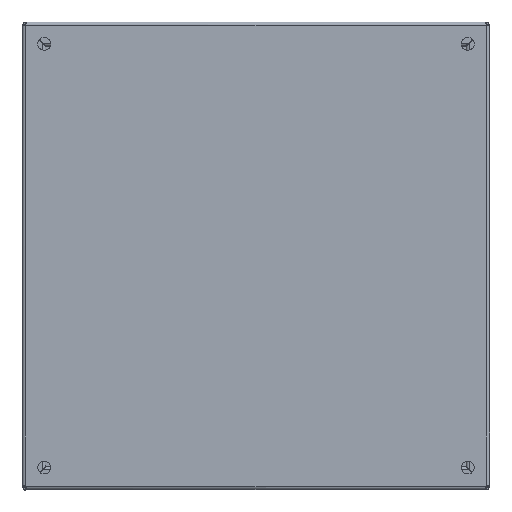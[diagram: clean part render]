
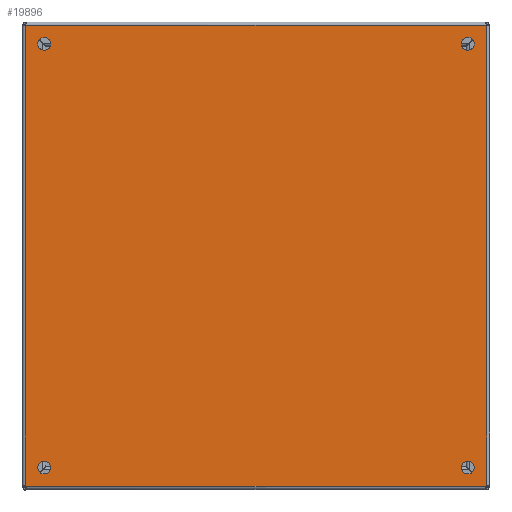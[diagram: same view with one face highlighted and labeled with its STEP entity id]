
A CAD part, top view. The second image highlights one B-rep face of the part: STEP entity #19896.
In plain terms, the highlighted face is planar.
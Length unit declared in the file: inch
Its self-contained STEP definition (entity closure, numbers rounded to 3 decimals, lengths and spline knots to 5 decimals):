
#15014=CARTESIAN_POINT('',(0.53125,0.75,0.0));
#15015=VERTEX_POINT('',#15014);
#15016=CARTESIAN_POINT('',(0.75,0.75,0.0));
#15017=DIRECTION('',(0.0,0.0,1.0));
#15018=DIRECTION('',(1.0,0.0,0.0));
#15019=AXIS2_PLACEMENT_3D('',#15016,#15017,#15018);
#15020=CIRCLE('',#15019,0.21875);
#15021=EDGE_CURVE('',#15015,#15015,#15020,.T.);
#15042=CARTESIAN_POINT('',(15.03125,0.75,0.0));
#15043=VERTEX_POINT('',#15042);
#15044=CARTESIAN_POINT('',(15.25,0.75,0.0));
#15045=DIRECTION('',(0.0,0.0,1.0));
#15046=DIRECTION('',(1.0,0.0,0.0));
#15047=AXIS2_PLACEMENT_3D('',#15044,#15045,#15046);
#15048=CIRCLE('',#15047,0.21875);
#15049=EDGE_CURVE('',#15043,#15043,#15048,.T.);
#15070=CARTESIAN_POINT('',(0.53125,15.25,0.0));
#15071=VERTEX_POINT('',#15070);
#15072=CARTESIAN_POINT('',(0.75,15.25,0.0));
#15073=DIRECTION('',(0.0,0.0,1.0));
#15074=DIRECTION('',(1.0,0.0,0.0));
#15075=AXIS2_PLACEMENT_3D('',#15072,#15073,#15074);
#15076=CIRCLE('',#15075,0.21875);
#15077=EDGE_CURVE('',#15071,#15071,#15076,.T.);
#15098=CARTESIAN_POINT('',(15.03125,15.25,0.0));
#15099=VERTEX_POINT('',#15098);
#15100=CARTESIAN_POINT('',(15.25,15.25,0.0));
#15101=DIRECTION('',(0.0,0.0,1.0));
#15102=DIRECTION('',(1.0,0.0,0.0));
#15103=AXIS2_PLACEMENT_3D('',#15100,#15101,#15102);
#15104=CIRCLE('',#15103,0.21875);
#15105=EDGE_CURVE('',#15099,#15099,#15104,.T.);
#18674=CARTESIAN_POINT('',(15.89475,15.88277,0.0));
#18675=VERTEX_POINT('',#18674);
#18772=CARTESIAN_POINT('',(15.89475,0.11723,0.0));
#18773=VERTEX_POINT('',#18772);
#18816=CARTESIAN_POINT('',(15.89475,15.88277,0.0));
#18817=DIRECTION('',(0.0,-1.0,0.0));
#18818=VECTOR('',#18817,15.76553);
#18819=LINE('',#18816,#18818);
#18820=EDGE_CURVE('',#18675,#18773,#18819,.T.);
#18991=CARTESIAN_POINT('',(0.11723,15.89475,0.0));
#18992=VERTEX_POINT('',#18991);
#19089=CARTESIAN_POINT('',(15.88277,15.89475,0.0));
#19090=VERTEX_POINT('',#19089);
#19133=CARTESIAN_POINT('',(0.11723,15.89475,0.0));
#19134=DIRECTION('',(1.0,0.0,0.0));
#19135=VECTOR('',#19134,15.76553);
#19136=LINE('',#19133,#19135);
#19137=EDGE_CURVE('',#18992,#19090,#19136,.T.);
#19304=CARTESIAN_POINT('',(0.10525,0.11723,0.0));
#19305=VERTEX_POINT('',#19304);
#19402=CARTESIAN_POINT('',(0.10525,15.88277,0.0));
#19403=VERTEX_POINT('',#19402);
#19446=CARTESIAN_POINT('',(0.10525,0.11723,0.0));
#19447=DIRECTION('',(0.0,1.0,0.0));
#19448=VECTOR('',#19447,15.76553);
#19449=LINE('',#19446,#19448);
#19450=EDGE_CURVE('',#19305,#19403,#19449,.T.);
#19617=CARTESIAN_POINT('',(15.88277,0.10525,0.0));
#19618=VERTEX_POINT('',#19617);
#19673=CARTESIAN_POINT('',(0.11723,0.10525,0.0));
#19674=VERTEX_POINT('',#19673);
#19688=CARTESIAN_POINT('',(15.88277,0.10525,0.0));
#19689=DIRECTION('',(-1.0,0.0,0.0));
#19690=VECTOR('',#19689,15.76553);
#19691=LINE('',#19688,#19690);
#19692=EDGE_CURVE('',#19618,#19674,#19691,.T.);
#19783=CARTESIAN_POINT('',(0.06211,0.06211,0.0));
#19784=DIRECTION('',(0.0,0.0,1.0));
#19785=DIRECTION('',(1.0,0.0,0.0));
#19786=AXIS2_PLACEMENT_3D('',#19783,#19784,#19785);
#19787=CIRCLE('',#19786,0.07);
#19788=EDGE_CURVE('',#19674,#19305,#19787,.T.);
#19845=CARTESIAN_POINT('',(15.93789,0.06211,0.0));
#19846=DIRECTION('',(0.0,0.0,1.0));
#19847=DIRECTION('',(1.0,0.0,0.0));
#19848=AXIS2_PLACEMENT_3D('',#19845,#19846,#19847);
#19849=CIRCLE('',#19848,0.07);
#19850=EDGE_CURVE('',#18773,#19618,#19849,.T.);
#19857=CARTESIAN_POINT('',(8.,8.0,0.0));
#19858=DIRECTION('',(0.0,0.0,1.0));
#19859=DIRECTION('',(1.0,0.0,0.0));
#19860=AXIS2_PLACEMENT_3D('',#19857,#19858,#19859);
#19861=PLANE('',#19860);
#19862=ORIENTED_EDGE('',*,*,#19692,.T.);
#19863=ORIENTED_EDGE('',*,*,#19788,.T.);
#19864=ORIENTED_EDGE('',*,*,#19450,.T.);
#19865=CARTESIAN_POINT('',(0.06211,15.93789,0.0));
#19866=DIRECTION('',(0.0,0.0,1.0));
#19867=DIRECTION('',(1.0,0.0,0.0));
#19868=AXIS2_PLACEMENT_3D('',#19865,#19866,#19867);
#19869=CIRCLE('',#19868,0.07);
#19870=EDGE_CURVE('',#19403,#18992,#19869,.T.);
#19871=ORIENTED_EDGE('',*,*,#19870,.T.);
#19872=ORIENTED_EDGE('',*,*,#19137,.T.);
#19873=CARTESIAN_POINT('',(15.93789,15.93789,0.0));
#19874=DIRECTION('',(0.0,0.0,1.0));
#19875=DIRECTION('',(1.0,0.0,0.0));
#19876=AXIS2_PLACEMENT_3D('',#19873,#19874,#19875);
#19877=CIRCLE('',#19876,0.07);
#19878=EDGE_CURVE('',#19090,#18675,#19877,.T.);
#19879=ORIENTED_EDGE('',*,*,#19878,.T.);
#19880=ORIENTED_EDGE('',*,*,#18820,.T.);
#19881=ORIENTED_EDGE('',*,*,#19850,.T.);
#19882=EDGE_LOOP('',(#19862,#19863,#19864,#19871,#19872,#19879,#19880,#19881));
#19883=FACE_OUTER_BOUND('',#19882,.T.);
#19884=ORIENTED_EDGE('',*,*,#15021,.T.);
#19885=EDGE_LOOP('',(#19884));
#19886=FACE_BOUND('',#19885,.T.);
#19887=ORIENTED_EDGE('',*,*,#15049,.T.);
#19888=EDGE_LOOP('',(#19887));
#19889=FACE_BOUND('',#19888,.T.);
#19890=ORIENTED_EDGE('',*,*,#15077,.T.);
#19891=EDGE_LOOP('',(#19890));
#19892=FACE_BOUND('',#19891,.T.);
#19893=ORIENTED_EDGE('',*,*,#15105,.T.);
#19894=EDGE_LOOP('',(#19893));
#19895=FACE_BOUND('',#19894,.T.);
#19896=ADVANCED_FACE('',(#19883,#19886,#19889,#19892,#19895),#19861,.F.);
